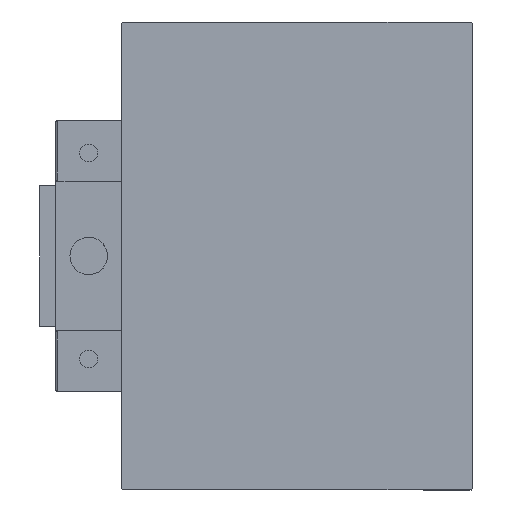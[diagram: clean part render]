
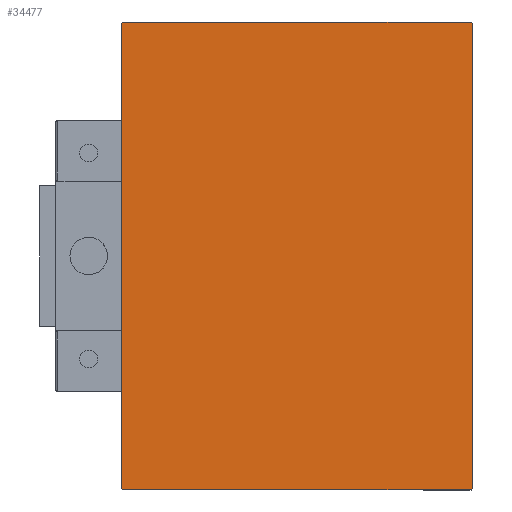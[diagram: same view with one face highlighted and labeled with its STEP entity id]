
A CAD part, left-side view. The second image highlights one B-rep face of the part: STEP entity #34477.
In plain terms, the highlighted face is planar.
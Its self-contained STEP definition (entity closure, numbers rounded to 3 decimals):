
#2513 = ORIENTED_EDGE ( 'NONE', *, *, #20419, .T. ) ;
#2955 = CARTESIAN_POINT ( 'NONE',  ( 153., -37.5, 49.7 ) ) ;
#3258 = VECTOR ( 'NONE', #18613, 1000. ) ;
#3498 = EDGE_CURVE ( 'NONE', #32103, #45604, #45074, .T. ) ;
#3953 = VECTOR ( 'NONE', #20445, 1000. ) ;
#4304 = ORIENTED_EDGE ( 'NONE', *, *, #4962, .T. ) ;
#4919 = LINE ( 'NONE', #27312, #3953 ) ;
#4962 = EDGE_CURVE ( 'NONE', #17285, #6408, #4919, .T. ) ;
#5213 = PLANE ( 'NONE',  #15541 ) ;
#5338 = VECTOR ( 'NONE', #46183, 1000. ) ;
#5598 = VECTOR ( 'NONE', #24496, 1000. ) ;
#5623 = ORIENTED_EDGE ( 'NONE', *, *, #46038, .T. ) ;
#6408 = VERTEX_POINT ( 'NONE', #9892 ) ;
#7231 = VECTOR ( 'NONE', #16353, 1000. ) ;
#7279 = LINE ( 'NONE', #38316, #5338 ) ;
#7358 = VERTEX_POINT ( 'NONE', #35159 ) ;
#8421 = ORIENTED_EDGE ( 'NONE', *, *, #13452, .T. ) ;
#9283 = FACE_OUTER_BOUND ( 'NONE', #27746, .T. ) ;
#9892 = CARTESIAN_POINT ( 'NONE',  ( 153., -37.2, -50. ) ) ;
#10103 = ORIENTED_EDGE ( 'NONE', *, *, #3498, .T. ) ;
#10404 = CARTESIAN_POINT ( 'NONE',  ( 153., 37.5, 49.7 ) ) ;
#10633 = ORIENTED_EDGE ( 'NONE', *, *, #45629, .T. ) ;
#13452 = EDGE_CURVE ( 'NONE', #16809, #7358, #14125, .T. ) ;
#13646 = CARTESIAN_POINT ( 'NONE',  ( 153., 37.5, 50. ) ) ;
#14125 = LINE ( 'NONE', #19194, #19833 ) ;
#14154 = DIRECTION ( 'NONE',  ( 0., -1., 0. ) ) ;
#15541 = AXIS2_PLACEMENT_3D ( 'NONE', #24806, #29381, #40073 ) ;
#16353 = DIRECTION ( 'NONE',  ( 0., 0., 1. ) ) ;
#16809 = VERTEX_POINT ( 'NONE', #10404 ) ;
#16853 = CARTESIAN_POINT ( 'NONE',  ( 153., 43.6, -43.6 ) ) ;
#17285 = VERTEX_POINT ( 'NONE', #24490 ) ;
#18613 = DIRECTION ( 'NONE',  ( 0., -0.707, -0.707 ) ) ;
#19194 = CARTESIAN_POINT ( 'NONE',  ( 153., 43.6, 43.6 ) ) ;
#19833 = VECTOR ( 'NONE', #38528, 1000. ) ;
#20419 = EDGE_CURVE ( 'NONE', #6408, #38630, #7279, .T. ) ;
#20445 = DIRECTION ( 'NONE',  ( 0., 0.707, -0.707 ) ) ;
#21685 = CARTESIAN_POINT ( 'NONE',  ( 153., -43.6, 43.6 ) ) ;
#22639 = VECTOR ( 'NONE', #14154, 1000. ) ;
#24490 = CARTESIAN_POINT ( 'NONE',  ( 153., -37.5, -49.7 ) ) ;
#24496 = DIRECTION ( 'NONE',  ( 0., 0.707, 0.707 ) ) ;
#24724 = LINE ( 'NONE', #31849, #30003 ) ;
#24806 = CARTESIAN_POINT ( 'NONE',  ( 153., 0., 0. ) ) ;
#27312 = CARTESIAN_POINT ( 'NONE',  ( 153., -43.6, -43.6 ) ) ;
#27746 = EDGE_LOOP ( 'NONE', ( #2513, #45817, #5623, #8421, #10633, #10103, #33075, #4304 ) ) ;
#29381 = DIRECTION ( 'NONE',  ( 1., 0., 0. ) ) ;
#30003 = VECTOR ( 'NONE', #40244, 1000. ) ;
#31849 = CARTESIAN_POINT ( 'NONE',  ( 153., -37.5, 50. ) ) ;
#32103 = VERTEX_POINT ( 'NONE', #43775 ) ;
#32937 = EDGE_CURVE ( 'NONE', #45604, #17285, #24724, .T. ) ;
#33075 = ORIENTED_EDGE ( 'NONE', *, *, #32937, .T. ) ;
#33956 = CARTESIAN_POINT ( 'NONE',  ( 153., 37.2, -50. ) ) ;
#34035 = CARTESIAN_POINT ( 'NONE',  ( 153., 37.5, -49.7 ) ) ;
#34477 = ADVANCED_FACE ( 'NONE', ( #9283 ), #5213, .T. ) ;
#35159 = CARTESIAN_POINT ( 'NONE',  ( 153., 37.2, 50. ) ) ;
#36200 = LINE ( 'NONE', #40019, #7231 ) ;
#36812 = LINE ( 'NONE', #13646, #22639 ) ;
#38316 = CARTESIAN_POINT ( 'NONE',  ( 153., -37.5, -50. ) ) ;
#38528 = DIRECTION ( 'NONE',  ( 0., -0.707, 0.707 ) ) ;
#38630 = VERTEX_POINT ( 'NONE', #33956 ) ;
#40019 = CARTESIAN_POINT ( 'NONE',  ( 153., 37.5, -50. ) ) ;
#40073 = DIRECTION ( 'NONE',  ( 0., 0., -1. ) ) ;
#40244 = DIRECTION ( 'NONE',  ( 0., 0., -1. ) ) ;
#42253 = VERTEX_POINT ( 'NONE', #34035 ) ;
#42816 = LINE ( 'NONE', #16853, #5598 ) ;
#43775 = CARTESIAN_POINT ( 'NONE',  ( 153., -37.2, 50. ) ) ;
#45074 = LINE ( 'NONE', #21685, #3258 ) ;
#45604 = VERTEX_POINT ( 'NONE', #2955 ) ;
#45629 = EDGE_CURVE ( 'NONE', #7358, #32103, #36812, .T. ) ;
#45817 = ORIENTED_EDGE ( 'NONE', *, *, #46015, .T. ) ;
#46015 = EDGE_CURVE ( 'NONE', #38630, #42253, #42816, .T. ) ;
#46038 = EDGE_CURVE ( 'NONE', #42253, #16809, #36200, .T. ) ;
#46183 = DIRECTION ( 'NONE',  ( 0., 1., 0. ) ) ;
